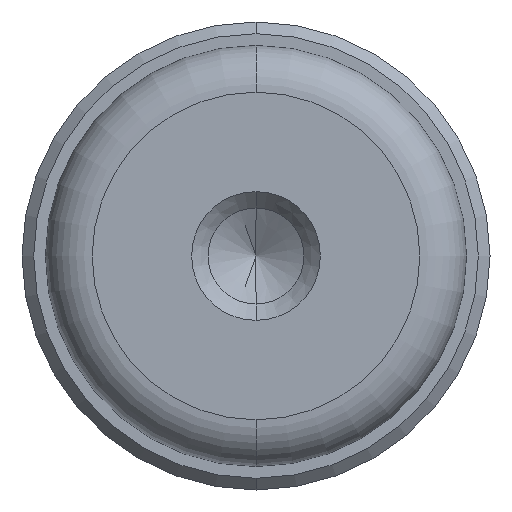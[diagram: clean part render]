
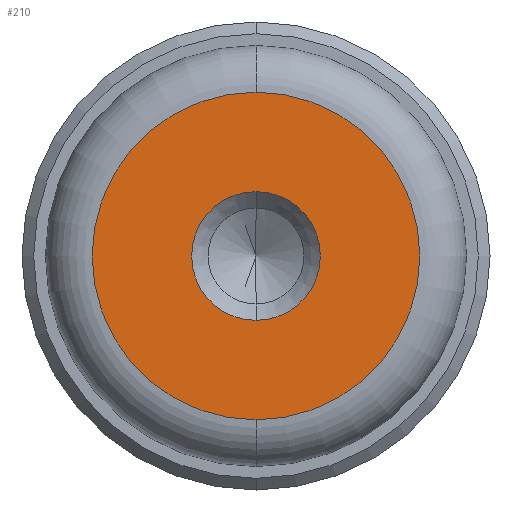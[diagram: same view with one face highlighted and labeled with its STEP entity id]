
A CAD part, front view. The second image highlights one B-rep face of the part: STEP entity #210.
In plain terms, the highlighted planar face has unit normal (0, -1, 0).
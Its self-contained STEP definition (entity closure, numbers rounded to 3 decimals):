
#13 = AXIS2_PLACEMENT_3D ( 'NONE', #606, #626, #602 ) ;
#18 = FACE_BOUND ( 'NONE', #296, .T. ) ;
#31 = AXIS2_PLACEMENT_3D ( 'NONE', #614, #613, #570 ) ;
#37 = AXIS2_PLACEMENT_3D ( 'NONE', #566, #634, #556 ) ;
#43 = AXIS2_PLACEMENT_3D ( 'NONE', #388, #490, #396 ) ;
#49 = FACE_OUTER_BOUND ( 'NONE', #295, .T. ) ;
#54 = AXIS2_PLACEMENT_3D ( 'NONE', #463, #382, #408 ) ;
#105 = CIRCLE ( 'NONE', #43, 7. ) ;
#110 = CIRCLE ( 'NONE', #54, 2.75 ) ;
#160 = EDGE_CURVE ( 'NONE', #317, #330, #110, .T. ) ;
#201 = EDGE_CURVE ( 'NONE', #318, #332, #105, .T. ) ;
#210 = ADVANCED_FACE ( 'NONE', ( #18, #49 ), #542, .T. ) ;
#213 = EDGE_CURVE ( 'NONE', #330, #317, #240, .T. ) ;
#216 = EDGE_CURVE ( 'NONE', #332, #318, #237, .T. ) ;
#237 = CIRCLE ( 'NONE', #13, 7. ) ;
#240 = CIRCLE ( 'NONE', #37, 2.75 ) ;
#295 = EDGE_LOOP ( 'NONE', ( #341, #344 ) ) ;
#296 = EDGE_LOOP ( 'NONE', ( #342, #343 ) ) ;
#317 = VERTEX_POINT ( 'NONE', #604 ) ;
#318 = VERTEX_POINT ( 'NONE', #534 ) ;
#330 = VERTEX_POINT ( 'NONE', #628 ) ;
#332 = VERTEX_POINT ( 'NONE', #599 ) ;
#341 = ORIENTED_EDGE ( 'NONE', *, *, #201, .T. ) ;
#342 = ORIENTED_EDGE ( 'NONE', *, *, #213, .F. ) ;
#343 = ORIENTED_EDGE ( 'NONE', *, *, #160, .F. ) ;
#344 = ORIENTED_EDGE ( 'NONE', *, *, #216, .T. ) ;
#382 = DIRECTION ( 'NONE',  ( 0., -1., 0. ) ) ;
#388 = CARTESIAN_POINT ( 'NONE',  ( 0., -3.7, 0. ) ) ;
#396 = DIRECTION ( 'NONE',  ( 0., 0., -1. ) ) ;
#408 = DIRECTION ( 'NONE',  ( 0., 0., -1. ) ) ;
#463 = CARTESIAN_POINT ( 'NONE',  ( 0., -3.7, 0. ) ) ;
#490 = DIRECTION ( 'NONE',  ( 0., -1., 0. ) ) ;
#534 = CARTESIAN_POINT ( 'NONE',  ( 0., -3.7, -7. ) ) ;
#542 = PLANE ( 'NONE',  #31 ) ;
#556 = DIRECTION ( 'NONE',  ( 0., 0., -1. ) ) ;
#566 = CARTESIAN_POINT ( 'NONE',  ( 0., -3.7, 0. ) ) ;
#570 = DIRECTION ( 'NONE',  ( 0., 0., -1. ) ) ;
#599 = CARTESIAN_POINT ( 'NONE',  ( 0., -3.7, 7. ) ) ;
#602 = DIRECTION ( 'NONE',  ( 0., 0., -1. ) ) ;
#604 = CARTESIAN_POINT ( 'NONE',  ( 0., -3.7, 2.75 ) ) ;
#606 = CARTESIAN_POINT ( 'NONE',  ( 0., -3.7, 0. ) ) ;
#613 = DIRECTION ( 'NONE',  ( 0., -1., 0. ) ) ;
#614 = CARTESIAN_POINT ( 'NONE',  ( 0., -3.7, 0. ) ) ;
#626 = DIRECTION ( 'NONE',  ( 0., -1., 0. ) ) ;
#628 = CARTESIAN_POINT ( 'NONE',  ( 0., -3.7, -2.75 ) ) ;
#634 = DIRECTION ( 'NONE',  ( 0., -1., 0. ) ) ;
